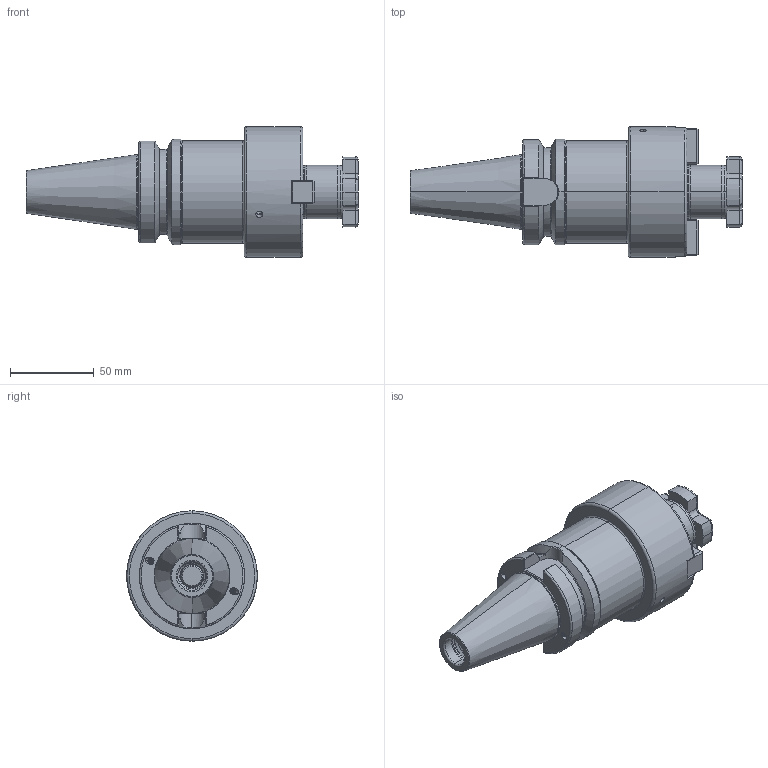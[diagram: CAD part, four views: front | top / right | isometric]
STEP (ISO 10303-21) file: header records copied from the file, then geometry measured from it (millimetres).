
FILE_DESCRIPTION (( 'STEP AP203' ), '1' );
FILE_NAME ('406.11.32.1.STEP', '2016-11-26T02:33:23', ( '' ), ( '' ), 'SwSTEP 2.0', 'SolidWorks 2012', '' );
FILE_SCHEMA (( 'CONFIG_CONTROL_DESIGN' ));
Length unit declared in the file: millimetre
Products named in the file (5): 406.11.32.1; 102.11.32_M5xP0.8-14L; 十字螺絲FMB32; 面銑刀墊塊32
Assembly tree (6 placements, depth 2):
  406.11.32.1
    406.11.32.1
    十字螺絲FMB32
    面銑刀墊塊32  x2
    102.11.32_M5xP0.8-14L  x2
Bounding box: 198.4 x 78 x 78 mm (x, y, z)
Volume: 416466.5 mm3; surface area: 63138.5 mm2
Topology: 6 solids, 6 shells, 592 faces, 1526 edges, 950 vertices
Faces by surface type: cylinder 288, plane 148, cone 60, torus 58, bspline 38
Entity records: 32513 total; most frequent: CARTESIAN_POINT 21162, ORIENTED_EDGE 2568, DIRECTION 1986, EDGE_CURVE 1284, VERTEX_POINT 805, AXIS2_PLACEMENT_3D 759, EDGE_LOOP 513, FACE_OUTER_BOUND 492
